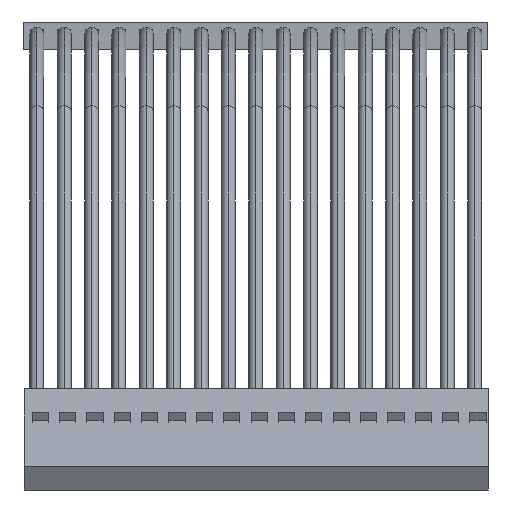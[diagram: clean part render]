
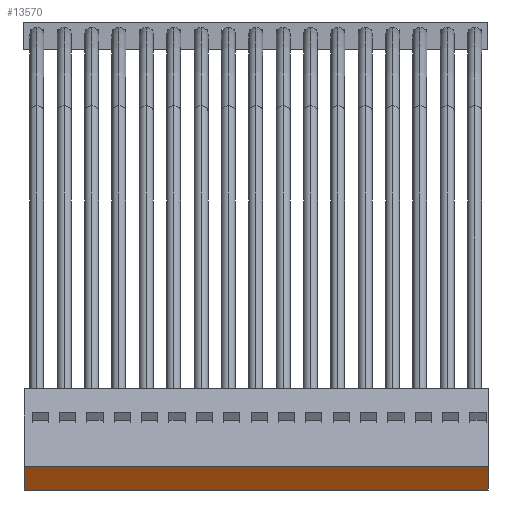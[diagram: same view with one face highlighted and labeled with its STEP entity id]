
A CAD part, top view. The second image highlights one B-rep face of the part: STEP entity #13570.
In plain terms, the highlighted planar face has unit normal (0, -0.518, 0.856).
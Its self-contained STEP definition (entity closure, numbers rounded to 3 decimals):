
#590 = FACE_OUTER_BOUND ( 'NONE', #7771, .T. ) ;
#967 = CARTESIAN_POINT ( 'NONE',  ( -21.51, -42.432, 153.715 ) ) ;
#1869 = CARTESIAN_POINT ( 'NONE',  ( 21.59, -42.432, 153.715 ) ) ;
#3142 = LINE ( 'NONE', #11758, #11189 ) ;
#4006 = LINE ( 'NONE', #8229, #5918 ) ;
#4263 = AXIS2_PLACEMENT_3D ( 'NONE', #5887, #6162, #4790 ) ;
#4675 = DIRECTION ( 'NONE',  ( -1., 0., 0. ) ) ;
#4790 = DIRECTION ( 'NONE',  ( 0., -0.855, -0.518 ) ) ;
#5100 = EDGE_CURVE ( 'NONE', #7801, #15102, #3142, .T. ) ;
#5815 = ORIENTED_EDGE ( 'NONE', *, *, #5100, .T. ) ;
#5847 = CARTESIAN_POINT ( 'NONE',  ( 21.59, -40.259, 155.031 ) ) ;
#5887 = CARTESIAN_POINT ( 'NONE',  ( 0., -79.478, 131.289 ) ) ;
#5918 = VECTOR ( 'NONE', #8612, 1000. ) ;
#6162 = DIRECTION ( 'NONE',  ( 0., -0.518, 0.855 ) ) ;
#7012 = ORIENTED_EDGE ( 'NONE', *, *, #8069, .T. ) ;
#7483 = CARTESIAN_POINT ( 'NONE',  ( -21.51, -42.432, 153.715 ) ) ;
#7771 = EDGE_LOOP ( 'NONE', ( #7012, #17220, #15685, #5815 ) ) ;
#7801 = VERTEX_POINT ( 'NONE', #5847 ) ;
#8069 = EDGE_CURVE ( 'NONE', #15102, #9705, #4006, .T. ) ;
#8229 = CARTESIAN_POINT ( 'NONE',  ( -21.51, -40.259, 155.031 ) ) ;
#8612 = DIRECTION ( 'NONE',  ( 0., -0.855, -0.518 ) ) ;
#9492 = EDGE_CURVE ( 'NONE', #9705, #11951, #13546, .T. ) ;
#9705 = VERTEX_POINT ( 'NONE', #7483 ) ;
#10345 = VECTOR ( 'NONE', #13648, 1000. ) ;
#11189 = VECTOR ( 'NONE', #4675, 1000. ) ;
#11609 = PLANE ( 'NONE',  #4263 ) ;
#11758 = CARTESIAN_POINT ( 'NONE',  ( -21.51, -40.259, 155.031 ) ) ;
#11951 = VERTEX_POINT ( 'NONE', #1869 ) ;
#12214 = CARTESIAN_POINT ( 'NONE',  ( -21.51, -40.259, 155.031 ) ) ;
#13140 = EDGE_CURVE ( 'NONE', #11951, #7801, #17435, .T. ) ;
#13246 = CARTESIAN_POINT ( 'NONE',  ( 21.59, -40.259, 155.031 ) ) ;
#13546 = LINE ( 'NONE', #967, #10345 ) ;
#13570 = ADVANCED_FACE ( 'NONE', ( #590 ), #11609, .T. ) ;
#13648 = DIRECTION ( 'NONE',  ( 1., 0., 0. ) ) ;
#14251 = VECTOR ( 'NONE', #16333, 1000. ) ;
#15102 = VERTEX_POINT ( 'NONE', #12214 ) ;
#15685 = ORIENTED_EDGE ( 'NONE', *, *, #13140, .T. ) ;
#16333 = DIRECTION ( 'NONE',  ( 0., 0.855, 0.518 ) ) ;
#17220 = ORIENTED_EDGE ( 'NONE', *, *, #9492, .T. ) ;
#17435 = LINE ( 'NONE', #13246, #14251 ) ;
